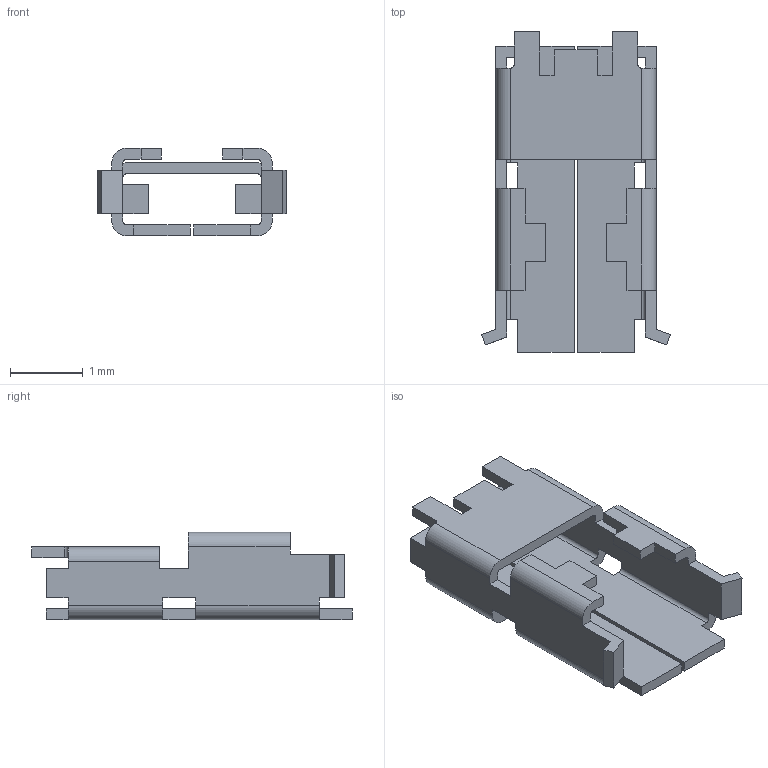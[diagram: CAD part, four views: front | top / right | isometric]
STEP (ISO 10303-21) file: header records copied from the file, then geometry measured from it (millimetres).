
FILE_DESCRIPTION(('CoCreate Modeling STEP Export'),'2;1');
FILE_NAME('DF59M-1S-H.stp','2014-07-04T18:44:41',(''),(''),'CoCreate Modeling STEP processor for AP214 (Solid Model)','CoCreate Modeling 17.0 01-Apr-2010 (C) Parametric Technology GmbH','');
FILE_SCHEMA(('AUTOMOTIVE_DESIGN { 1 0 10303 214 1 1 1 1 }'));
Length unit declared in the file: millimetre
Products named in the file (1): DF59M-1S-H
Bounding box: 2.59 x 4.4 x 1.2 mm (x, y, z)
Volume: 2.8 mm3; surface area: 43.1 mm2
Topology: 1 solids, 1 shells, 104 faces, 316 edges, 210 vertices
Faces by surface type: plane 86, cylinder 18
Entity records: 3530 total; most frequent: ORIENTED_EDGE 632, CARTESIAN_POINT 631, DIRECTION 562, EDGE_CURVE 316, VECTOR 280, LINE 280, VERTEX_POINT 210, AXIS2_PLACEMENT_3D 141
